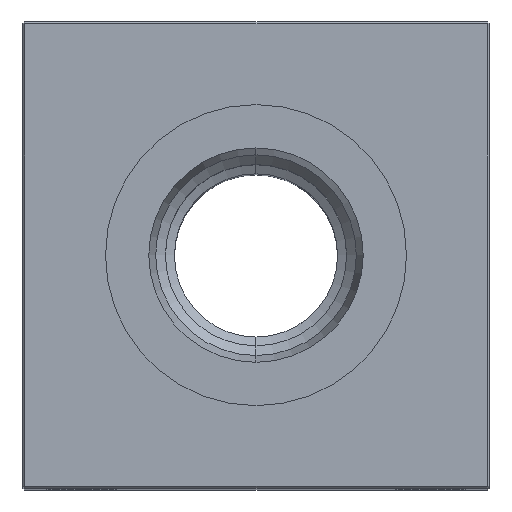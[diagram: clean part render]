
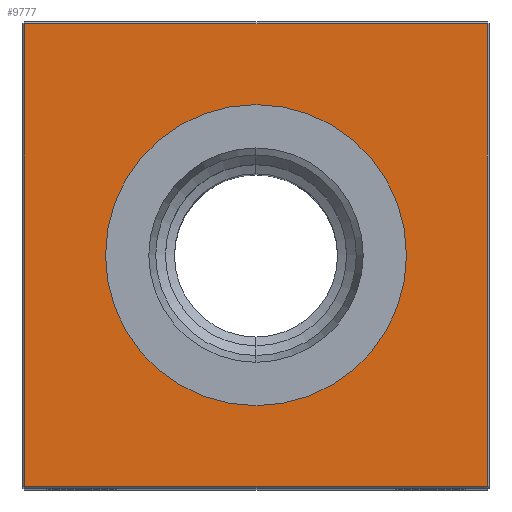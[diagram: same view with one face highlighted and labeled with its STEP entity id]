
A CAD part, top view. The second image highlights one B-rep face of the part: STEP entity #9777.
In plain terms, the highlighted planar face has unit normal (0, 0, 1).
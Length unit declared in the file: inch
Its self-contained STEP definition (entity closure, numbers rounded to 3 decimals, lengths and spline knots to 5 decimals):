
#483 = EDGE_LOOP ( 'NONE', ( #647, #10614 ) ) ;
#647 = ORIENTED_EDGE ( 'NONE', *, *, #11665, .T. ) ;
#669 = EDGE_CURVE ( 'NONE', #5142, #8712, #20673, .T. ) ;
#759 = EDGE_CURVE ( 'NONE', #8712, #24498, #1723, .T. ) ;
#941 = DIRECTION ( 'NONE',  ( -1., 0., 0. ) ) ;
#1061 = PLANE ( 'NONE',  #19047 ) ;
#1105 = VECTOR ( 'NONE', #3628, 39.37008 ) ;
#1148 = AXIS2_PLACEMENT_3D ( 'NONE', #23227, #5545, #7821 ) ;
#1723 = LINE ( 'NONE', #14961, #1105 ) ;
#2656 = EDGE_CURVE ( 'NONE', #12636, #4752, #13360, .T. ) ;
#3235 = CARTESIAN_POINT ( 'NONE',  ( 0., 0., 5.5 ) ) ;
#3628 = DIRECTION ( 'NONE',  ( 1., 0., 0. ) ) ;
#3864 = LINE ( 'NONE', #21173, #8881 ) ;
#3868 = CARTESIAN_POINT ( 'NONE',  ( 0., 0., 5.5 ) ) ;
#4217 = CARTESIAN_POINT ( 'NONE',  ( 0., 0.80709, 5.5 ) ) ;
#4752 = VERTEX_POINT ( 'NONE', #4217 ) ;
#5004 = FACE_OUTER_BOUND ( 'NONE', #5267, .T. ) ;
#5142 = VERTEX_POINT ( 'NONE', #18180 ) ;
#5267 = EDGE_LOOP ( 'NONE', ( #8754, #9508, #10351, #24423 ) ) ;
#5545 = DIRECTION ( 'NONE',  ( 0., 0., -1. ) ) ;
#5989 = VECTOR ( 'NONE', #23319, 39.37008 ) ;
#6022 = DIRECTION ( 'NONE',  ( 0., 0., -1. ) ) ;
#6768 = EDGE_CURVE ( 'NONE', #24498, #8945, #15189, .T. ) ;
#7438 = CARTESIAN_POINT ( 'NONE',  ( -1.24, 0., 5.5 ) ) ;
#7821 = DIRECTION ( 'NONE',  ( -1., 0., 0. ) ) ;
#8712 = VERTEX_POINT ( 'NONE', #24437 ) ;
#8754 = ORIENTED_EDGE ( 'NONE', *, *, #669, .T. ) ;
#8881 = VECTOR ( 'NONE', #9721, 39.37008 ) ;
#8945 = VERTEX_POINT ( 'NONE', #20468 ) ;
#9508 = ORIENTED_EDGE ( 'NONE', *, *, #759, .T. ) ;
#9721 = DIRECTION ( 'NONE',  ( -1., 0., 0. ) ) ;
#9777 = ADVANCED_FACE ( 'NONE', ( #5004, #13032 ), #1061, .F. ) ;
#10351 = ORIENTED_EDGE ( 'NONE', *, *, #6768, .T. ) ;
#10614 = ORIENTED_EDGE ( 'NONE', *, *, #2656, .T. ) ;
#11665 = EDGE_CURVE ( 'NONE', #4752, #12636, #23290, .T. ) ;
#12636 = VERTEX_POINT ( 'NONE', #18333 ) ;
#12639 = DIRECTION ( 'NONE',  ( 0., 0., -1. ) ) ;
#13032 = FACE_BOUND ( 'NONE', #483, .T. ) ;
#13360 = CIRCLE ( 'NONE', #1148, 0.80709 ) ;
#13400 = CARTESIAN_POINT ( 'NONE',  ( 1.24, -1.24, 5.5 ) ) ;
#14961 = CARTESIAN_POINT ( 'NONE',  ( 0., -1.24, 5.5 ) ) ;
#15189 = LINE ( 'NONE', #21034, #5989 ) ;
#15571 = AXIS2_PLACEMENT_3D ( 'NONE', #3868, #6022, #15575 ) ;
#15575 = DIRECTION ( 'NONE',  ( -1., 0., 0. ) ) ;
#16728 = DIRECTION ( 'NONE',  ( 0., -1., 0. ) ) ;
#16918 = EDGE_CURVE ( 'NONE', #8945, #5142, #3864, .T. ) ;
#18180 = CARTESIAN_POINT ( 'NONE',  ( -1.24, 1.24, 5.5 ) ) ;
#18333 = CARTESIAN_POINT ( 'NONE',  ( 0., -0.80709, 5.5 ) ) ;
#19047 = AXIS2_PLACEMENT_3D ( 'NONE', #3235, #12639, #941 ) ;
#19387 = VECTOR ( 'NONE', #16728, 39.37008 ) ;
#20468 = CARTESIAN_POINT ( 'NONE',  ( 1.24, 1.24, 5.5 ) ) ;
#20673 = LINE ( 'NONE', #7438, #19387 ) ;
#21034 = CARTESIAN_POINT ( 'NONE',  ( 1.24, 0., 5.5 ) ) ;
#21173 = CARTESIAN_POINT ( 'NONE',  ( 0., 1.24, 5.5 ) ) ;
#23227 = CARTESIAN_POINT ( 'NONE',  ( 0., 0., 5.5 ) ) ;
#23290 = CIRCLE ( 'NONE', #15571, 0.80709 ) ;
#23319 = DIRECTION ( 'NONE',  ( 0., 1., 0. ) ) ;
#24423 = ORIENTED_EDGE ( 'NONE', *, *, #16918, .T. ) ;
#24437 = CARTESIAN_POINT ( 'NONE',  ( -1.24, -1.24, 5.5 ) ) ;
#24498 = VERTEX_POINT ( 'NONE', #13400 ) ;
